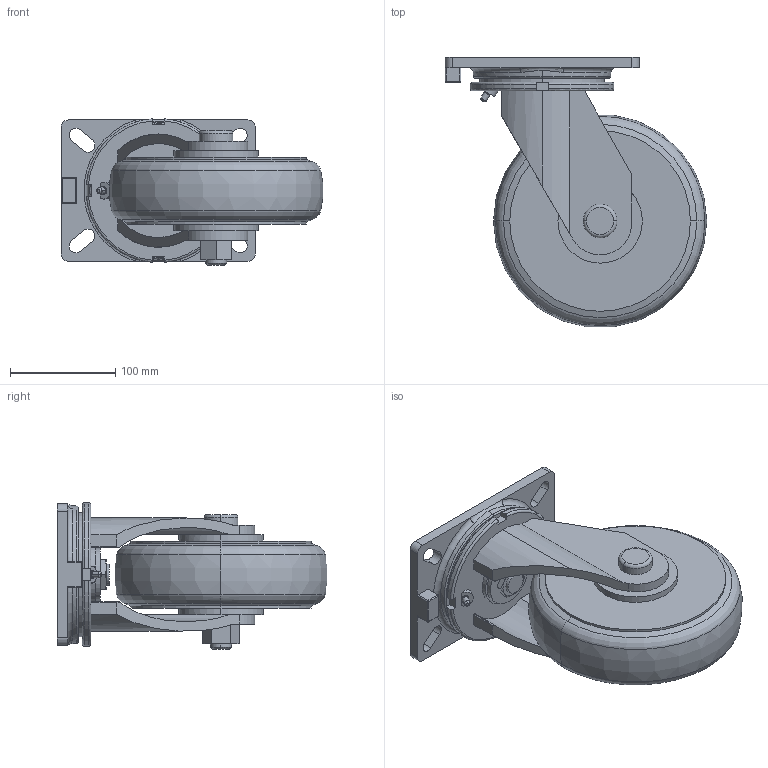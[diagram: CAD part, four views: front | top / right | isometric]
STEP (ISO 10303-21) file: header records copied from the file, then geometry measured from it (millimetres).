
FILE_DESCRIPTION (( 'STEP AP203' ), '1' );
FILE_NAME ('K-544J-200-UR.STEP', '2020-09-18T08:11:36', ( '' ), ( '' ), 'SwSTEP 2.0', 'SolidWorks 2018', '' );
FILE_SCHEMA (( 'CONFIG_CONTROL_DESIGN' ));
Length unit declared in the file: millimetre
Products named in the file (1): K-544J-200-UR
Bounding box: 248.25 x 256.01 x 138.96 mm (x, y, z)
Volume: 2784002.8 mm3; surface area: 214603.2 mm2
Topology: 1 solids, 1 shells, 183 faces, 457 edges, 284 vertices
Faces by surface type: plane 71, cylinder 62, cone 24, torus 20, sphere 4, bspline 2
Entity records: 5947 total; most frequent: CARTESIAN_POINT 1492, DIRECTION 937, ORIENTED_EDGE 906, EDGE_CURVE 453, AXIS2_PLACEMENT_3D 358, VERTEX_POINT 284, VECTOR 221, LINE 221
